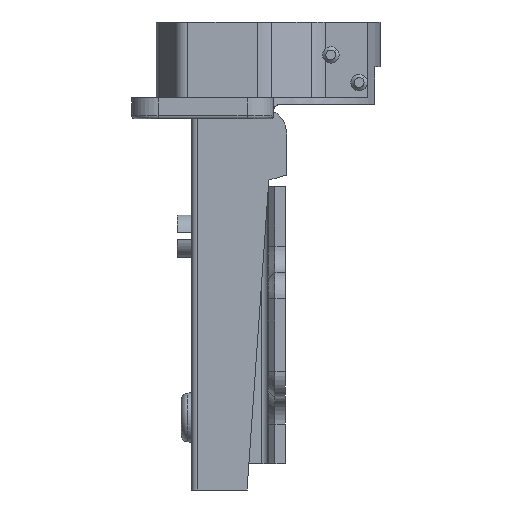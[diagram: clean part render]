
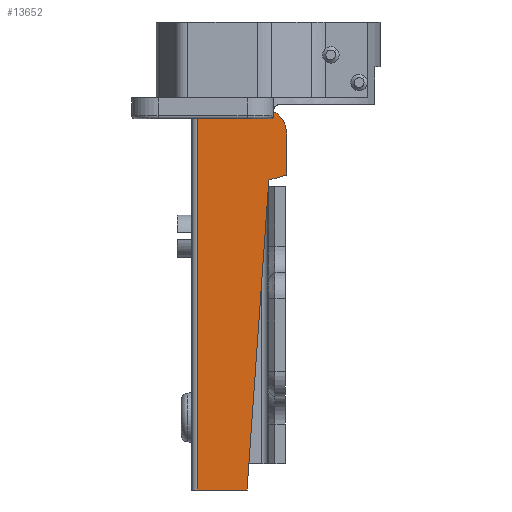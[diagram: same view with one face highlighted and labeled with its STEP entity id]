
A CAD part, left-side view. The second image highlights one B-rep face of the part: STEP entity #13652.
In plain terms, the highlighted planar face has unit normal (-1, 0, 0).
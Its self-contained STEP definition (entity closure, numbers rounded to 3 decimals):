
#46 = EDGE_CURVE ( 'NONE', #2758, #6954, #13853, .T. ) ;
#226 = CARTESIAN_POINT ( 'NONE',  ( -8.25, -3.5, 65. ) ) ;
#306 = VECTOR ( 'NONE', #12217, 1000. ) ;
#320 = DIRECTION ( 'NONE',  ( 0., 0., -1. ) ) ;
#602 = CARTESIAN_POINT ( 'NONE',  ( -8.25, -14.5, 47.773 ) ) ;
#805 = LINE ( 'NONE', #10752, #5174 ) ;
#978 = EDGE_CURVE ( 'NONE', #6954, #2447, #6651, .T. ) ;
#1022 = LINE ( 'NONE', #2242, #9250 ) ;
#1176 = CARTESIAN_POINT ( 'NONE',  ( -8.25, -10.5, 54. ) ) ;
#1272 = DIRECTION ( 'NONE',  ( 1., 0., 0. ) ) ;
#1280 = PLANE ( 'NONE',  #7525 ) ;
#1304 = VERTEX_POINT ( 'NONE', #10674 ) ;
#1329 = VERTEX_POINT ( 'NONE', #1800 ) ;
#1367 = ORIENTED_EDGE ( 'NONE', *, *, #2475, .F. ) ;
#1368 = DIRECTION ( 'NONE',  ( 1., 0., 0. ) ) ;
#1389 = EDGE_LOOP ( 'NONE', ( #12440, #5695, #9101, #2179, #7281, #8779, #4443, #10754, #8425, #7623, #1367, #6860, #1440 ) ) ;
#1440 = ORIENTED_EDGE ( 'NONE', *, *, #1626, .F. ) ;
#1566 = FACE_OUTER_BOUND ( 'NONE', #1389, .T. ) ;
#1626 = EDGE_CURVE ( 'NONE', #1329, #2842, #8990, .T. ) ;
#1800 = CARTESIAN_POINT ( 'NONE',  ( -8.25, -1.5, 60. ) ) ;
#1866 = DIRECTION ( 'NONE',  ( 0., -1., 0. ) ) ;
#1905 = EDGE_CURVE ( 'NONE', #7463, #2758, #9007, .T. ) ;
#2179 = ORIENTED_EDGE ( 'NONE', *, *, #978, .F. ) ;
#2206 = LINE ( 'NONE', #6538, #7131 ) ;
#2220 = VECTOR ( 'NONE', #8921, 1000. ) ;
#2242 = CARTESIAN_POINT ( 'NONE',  ( -8.25, -3.5, 67. ) ) ;
#2274 = DIRECTION ( 'NONE',  ( 0., 0., -1. ) ) ;
#2407 = DIRECTION ( 'NONE',  ( 0., 0., -1. ) ) ;
#2427 = CARTESIAN_POINT ( 'NONE',  ( -8.25, -3.9, 63.9 ) ) ;
#2433 = CARTESIAN_POINT ( 'NONE',  ( -8.25, -3.5, 65. ) ) ;
#2447 = VERTEX_POINT ( 'NONE', #7494 ) ;
#2475 = EDGE_CURVE ( 'NONE', #1304, #7793, #1022, .T. ) ;
#2702 = CIRCLE ( 'NONE', #12642, 1.25 ) ;
#2758 = VERTEX_POINT ( 'NONE', #4118 ) ;
#2842 = VERTEX_POINT ( 'NONE', #6324 ) ;
#3156 = CARTESIAN_POINT ( 'NONE',  ( -8.25, 0., 60. ) ) ;
#3223 = CARTESIAN_POINT ( 'NONE',  ( -8.25, -1., 0. ) ) ;
#3734 = AXIS2_PLACEMENT_3D ( 'NONE', #1176, #5434, #9781 ) ;
#4045 = AXIS2_PLACEMENT_3D ( 'NONE', #10908, #5507, #2407 ) ;
#4118 = CARTESIAN_POINT ( 'NONE',  ( -8.25, -14.5, 47.773 ) ) ;
#4264 = VERTEX_POINT ( 'NONE', #5672 ) ;
#4422 = CIRCLE ( 'NONE', #12360, 2. ) ;
#4443 = ORIENTED_EDGE ( 'NONE', *, *, #11636, .F. ) ;
#4765 = LINE ( 'NONE', #11166, #306 ) ;
#4916 = EDGE_CURVE ( 'NONE', #11077, #1329, #12796, .T. ) ;
#5056 = EDGE_CURVE ( 'NONE', #13402, #10938, #4765, .T. ) ;
#5096 = CIRCLE ( 'NONE', #3734, 4. ) ;
#5174 = VECTOR ( 'NONE', #6422, 1000. ) ;
#5215 = VECTOR ( 'NONE', #5855, 1000. ) ;
#5434 = DIRECTION ( 'NONE',  ( 1., 0., 0. ) ) ;
#5507 = DIRECTION ( 'NONE',  ( 1., 0., 0. ) ) ;
#5637 = CARTESIAN_POINT ( 'NONE',  ( -8.25, -8.5, 0. ) ) ;
#5672 = CARTESIAN_POINT ( 'NONE',  ( -8.25, -9.5, 65. ) ) ;
#5695 = ORIENTED_EDGE ( 'NONE', *, *, #7434, .T. ) ;
#5701 = CARTESIAN_POINT ( 'NONE',  ( -8.25, -1., 60. ) ) ;
#5745 = VERTEX_POINT ( 'NONE', #8368 ) ;
#5786 = CARTESIAN_POINT ( 'NONE',  ( -8.25, -1.5, 60. ) ) ;
#5840 = CARTESIAN_POINT ( 'NONE',  ( -8.25, -11.8, 47. ) ) ;
#5855 = DIRECTION ( 'NONE',  ( 0., 0., 1. ) ) ;
#6166 = VERTEX_POINT ( 'NONE', #3223 ) ;
#6283 = CARTESIAN_POINT ( 'NONE',  ( -8.25, -14.5, 54. ) ) ;
#6324 = CARTESIAN_POINT ( 'NONE',  ( -8.25, -1.5, 65. ) ) ;
#6422 = DIRECTION ( 'NONE',  ( 0., 0., -1. ) ) ;
#6506 = ORIENTED_EDGE ( 'NONE', *, *, #8364, .T. ) ;
#6538 = CARTESIAN_POINT ( 'NONE',  ( -8.25, -9.5, 65. ) ) ;
#6651 = LINE ( 'NONE', #9704, #10340 ) ;
#6860 = ORIENTED_EDGE ( 'NONE', *, *, #11036, .F. ) ;
#6936 = CARTESIAN_POINT ( 'NONE',  ( -8.25, -3.9, 65.15 ) ) ;
#6954 = VERTEX_POINT ( 'NONE', #5840 ) ;
#7131 = VECTOR ( 'NONE', #9515, 1000. ) ;
#7281 = ORIENTED_EDGE ( 'NONE', *, *, #46, .F. ) ;
#7434 = EDGE_CURVE ( 'NONE', #11077, #6166, #805, .T. ) ;
#7463 = VERTEX_POINT ( 'NONE', #6283 ) ;
#7494 = CARTESIAN_POINT ( 'NONE',  ( -8.25, -8.5, 0. ) ) ;
#7525 = AXIS2_PLACEMENT_3D ( 'NONE', #2433, #7830, #12142 ) ;
#7623 = ORIENTED_EDGE ( 'NONE', *, *, #8829, .F. ) ;
#7793 = VERTEX_POINT ( 'NONE', #13955 ) ;
#7830 = DIRECTION ( 'NONE',  ( 1., 0., 0. ) ) ;
#7967 = EDGE_CURVE ( 'NONE', #5745, #13449, #11111, .T. ) ;
#8134 = DIRECTION ( 'NONE',  ( 0., 0., -1. ) ) ;
#8160 = CIRCLE ( 'NONE', #4045, 2. ) ;
#8364 = EDGE_CURVE ( 'NONE', #13449, #5745, #2702, .T. ) ;
#8368 = CARTESIAN_POINT ( 'NONE',  ( -8.25, -3.9, 62.65 ) ) ;
#8425 = ORIENTED_EDGE ( 'NONE', *, *, #10022, .F. ) ;
#8569 = DIRECTION ( 'NONE',  ( 0., -1., 0. ) ) ;
#8700 = DIRECTION ( 'NONE',  ( 1., 0., 0. ) ) ;
#8779 = ORIENTED_EDGE ( 'NONE', *, *, #1905, .F. ) ;
#8829 = EDGE_CURVE ( 'NONE', #7793, #4264, #8160, .T. ) ;
#8921 = DIRECTION ( 'NONE',  ( 0., 1., 0. ) ) ;
#8990 = LINE ( 'NONE', #5786, #5215 ) ;
#9007 = LINE ( 'NONE', #11120, #9434 ) ;
#9074 = EDGE_LOOP ( 'NONE', ( #12560, #6506 ) ) ;
#9101 = ORIENTED_EDGE ( 'NONE', *, *, #9408, .F. ) ;
#9250 = VECTOR ( 'NONE', #8569, 1000. ) ;
#9408 = EDGE_CURVE ( 'NONE', #2447, #6166, #10049, .T. ) ;
#9434 = VECTOR ( 'NONE', #320, 1000. ) ;
#9515 = DIRECTION ( 'NONE',  ( 0., 0., -1. ) ) ;
#9704 = CARTESIAN_POINT ( 'NONE',  ( -8.25, -11.8, 47. ) ) ;
#9781 = DIRECTION ( 'NONE',  ( 0., 0., -1. ) ) ;
#10022 = EDGE_CURVE ( 'NONE', #4264, #13402, #2206, .T. ) ;
#10049 = LINE ( 'NONE', #5637, #2220 ) ;
#10340 = VECTOR ( 'NONE', #14018, 1000. ) ;
#10421 = AXIS2_PLACEMENT_3D ( 'NONE', #11811, #8700, #10887 ) ;
#10522 = VECTOR ( 'NONE', #11596, 1000. ) ;
#10674 = CARTESIAN_POINT ( 'NONE',  ( -8.25, -3.5, 67. ) ) ;
#10752 = CARTESIAN_POINT ( 'NONE',  ( -8.25, -1., 65. ) ) ;
#10754 = ORIENTED_EDGE ( 'NONE', *, *, #5056, .F. ) ;
#10887 = DIRECTION ( 'NONE',  ( 0., 0., -1. ) ) ;
#10908 = CARTESIAN_POINT ( 'NONE',  ( -8.25, -7.5, 65. ) ) ;
#10938 = VERTEX_POINT ( 'NONE', #10952 ) ;
#10952 = CARTESIAN_POINT ( 'NONE',  ( -8.25, -10.5, 58. ) ) ;
#11036 = EDGE_CURVE ( 'NONE', #2842, #1304, #4422, .T. ) ;
#11077 = VERTEX_POINT ( 'NONE', #5701 ) ;
#11111 = CIRCLE ( 'NONE', #10421, 1.25 ) ;
#11120 = CARTESIAN_POINT ( 'NONE',  ( -8.25, -14.5, 54. ) ) ;
#11166 = CARTESIAN_POINT ( 'NONE',  ( -8.25, -9.5, 58. ) ) ;
#11596 = DIRECTION ( 'NONE',  ( 0., 0.961, -0.275 ) ) ;
#11636 = EDGE_CURVE ( 'NONE', #10938, #7463, #5096, .T. ) ;
#11811 = CARTESIAN_POINT ( 'NONE',  ( -8.25, -3.9, 63.9 ) ) ;
#12142 = DIRECTION ( 'NONE',  ( 0., 0., -1. ) ) ;
#12217 = DIRECTION ( 'NONE',  ( 0., -1., 0. ) ) ;
#12355 = FACE_BOUND ( 'NONE', #9074, .T. ) ;
#12360 = AXIS2_PLACEMENT_3D ( 'NONE', #226, #1368, #8134 ) ;
#12440 = ORIENTED_EDGE ( 'NONE', *, *, #4916, .F. ) ;
#12560 = ORIENTED_EDGE ( 'NONE', *, *, #7967, .T. ) ;
#12642 = AXIS2_PLACEMENT_3D ( 'NONE', #2427, #1272, #2274 ) ;
#12750 = VECTOR ( 'NONE', #1866, 1000. ) ;
#12796 = LINE ( 'NONE', #3156, #12750 ) ;
#13331 = CARTESIAN_POINT ( 'NONE',  ( -8.25, -9.5, 58. ) ) ;
#13402 = VERTEX_POINT ( 'NONE', #13331 ) ;
#13449 = VERTEX_POINT ( 'NONE', #6936 ) ;
#13652 = ADVANCED_FACE ( 'NONE', ( #12355, #1566 ), #1280, .F. ) ;
#13853 = LINE ( 'NONE', #602, #10522 ) ;
#13955 = CARTESIAN_POINT ( 'NONE',  ( -8.25, -7.5, 67. ) ) ;
#14018 = DIRECTION ( 'NONE',  ( 0., 0.07, -0.998 ) ) ;
